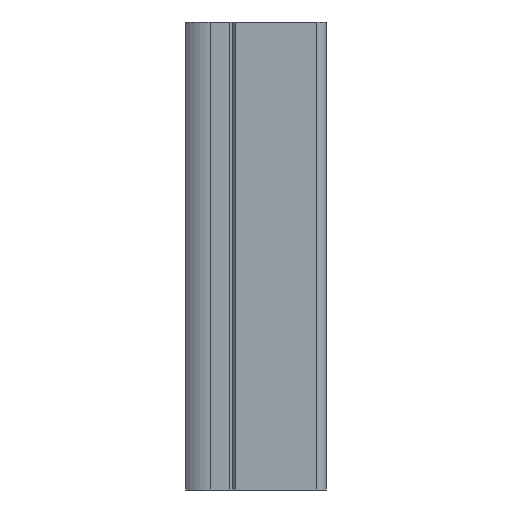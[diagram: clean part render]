
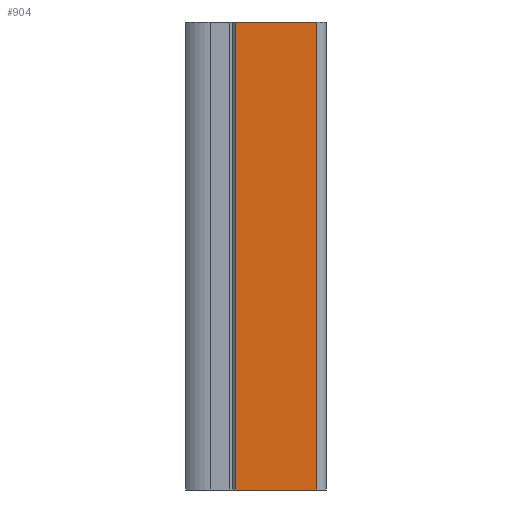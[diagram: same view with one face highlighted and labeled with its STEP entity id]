
A CAD part, left-side view. The second image highlights one B-rep face of the part: STEP entity #904.
In plain terms, the highlighted planar face has unit normal (-1, 0, 0).
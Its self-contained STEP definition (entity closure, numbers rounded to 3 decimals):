
#848=CARTESIAN_POINT('',(-10.717,19.434,0.0));
#849=VERTEX_POINT('',#848);
#856=CARTESIAN_POINT('',(-10.717,19.434,100.0));
#857=VERTEX_POINT('',#856);
#858=CARTESIAN_POINT('',(-10.717,19.434,0.0));
#859=DIRECTION('',(0.0,0.0,1.0));
#860=VECTOR('',#859,100.0);
#861=LINE('',#858,#860);
#862=EDGE_CURVE('',#849,#857,#861,.T.);
#874=CARTESIAN_POINT('',(-10.717,19.434,0.0));
#875=DIRECTION('',(-1.0,0.0,0.0));
#876=DIRECTION('',(0.0,-1.0,0.0));
#877=AXIS2_PLACEMENT_3D('',#874,#875,#876);
#878=PLANE('',#877);
#879=CARTESIAN_POINT('',(-10.717,2.0,0.0));
#880=VERTEX_POINT('',#879);
#881=CARTESIAN_POINT('',(-10.717,19.434,0.0));
#882=DIRECTION('',(0.0,-1.0,0.0));
#883=VECTOR('',#882,17.434);
#884=LINE('',#881,#883);
#885=EDGE_CURVE('',#849,#880,#884,.T.);
#886=ORIENTED_EDGE('',*,*,#885,.T.);
#887=CARTESIAN_POINT('',(-10.717,2.0,100.0));
#888=VERTEX_POINT('',#887);
#889=CARTESIAN_POINT('',(-10.717,2.0,0.0));
#890=DIRECTION('',(0.0,0.0,1.0));
#891=VECTOR('',#890,100.0);
#892=LINE('',#889,#891);
#893=EDGE_CURVE('',#880,#888,#892,.T.);
#894=ORIENTED_EDGE('',*,*,#893,.T.);
#895=CARTESIAN_POINT('',(-10.717,19.434,100.0));
#896=DIRECTION('',(0.0,-1.0,0.0));
#897=VECTOR('',#896,17.434);
#898=LINE('',#895,#897);
#899=EDGE_CURVE('',#857,#888,#898,.T.);
#900=ORIENTED_EDGE('',*,*,#899,.F.);
#901=ORIENTED_EDGE('',*,*,#862,.F.);
#902=EDGE_LOOP('',(#886,#894,#900,#901));
#903=FACE_OUTER_BOUND('',#902,.T.);
#904=ADVANCED_FACE('',(#903),#878,.T.);
